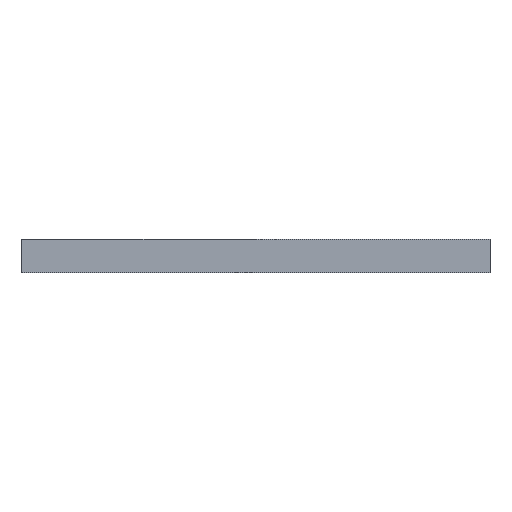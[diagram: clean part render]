
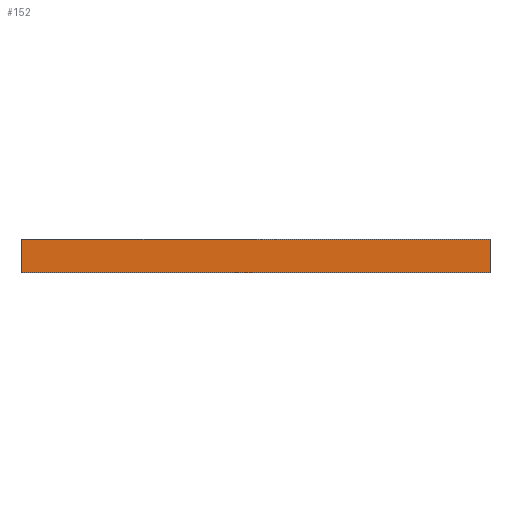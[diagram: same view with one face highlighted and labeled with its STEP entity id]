
A CAD part, front view. The second image highlights one B-rep face of the part: STEP entity #152.
In plain terms, the highlighted planar face has unit normal (0, -1, 0).
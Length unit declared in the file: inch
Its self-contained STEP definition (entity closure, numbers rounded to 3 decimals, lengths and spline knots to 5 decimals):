
#33 = AXIS2_PLACEMENT_3D ( 'NONE', #443, #1328, #566 ) ;
#49 = VECTOR ( 'NONE', #613, 39.37008 ) ;
#59 = VECTOR ( 'NONE', #742, 39.37008 ) ;
#60 = LINE ( 'NONE', #865, #49 ) ;
#73 = DIRECTION ( 'NONE',  ( 1., 0., 0. ) ) ;
#84 = LINE ( 'NONE', #990, #59 ) ;
#152 = ADVANCED_FACE ( 'NONE', ( #196 ), #683, .F. ) ;
#196 = FACE_OUTER_BOUND ( 'NONE', #1485, .T. ) ;
#239 = EDGE_CURVE ( 'NONE', #580, #526, #84, .T. ) ;
#249 = EDGE_CURVE ( 'NONE', #1395, #1347, #60, .T. ) ;
#315 = CARTESIAN_POINT ( 'NONE',  ( 292.07945, 133.05565, 0.125 ) ) ;
#380 = VECTOR ( 'NONE', #73, 39.37008 ) ;
#384 = LINE ( 'NONE', #1387, #380 ) ;
#395 = CARTESIAN_POINT ( 'NONE',  ( 292.07945, 133.05565, 0. ) ) ;
#442 = CARTESIAN_POINT ( 'NONE',  ( 292.07945, 133.05565, 0.125 ) ) ;
#443 = CARTESIAN_POINT ( 'NONE',  ( 292.07945, 133.05565, 0.125 ) ) ;
#447 = EDGE_CURVE ( 'NONE', #1395, #580, #814, .T. ) ;
#526 = VERTEX_POINT ( 'NONE', #1459 ) ;
#566 = DIRECTION ( 'NONE',  ( 0., 0., 1. ) ) ;
#579 = ORIENTED_EDGE ( 'NONE', *, *, #1330, .T. ) ;
#580 = VERTEX_POINT ( 'NONE', #708 ) ;
#613 = DIRECTION ( 'NONE',  ( 0., 0., -1. ) ) ;
#645 = ORIENTED_EDGE ( 'NONE', *, *, #239, .F. ) ;
#678 = ORIENTED_EDGE ( 'NONE', *, *, #249, .T. ) ;
#683 = PLANE ( 'NONE',  #33 ) ;
#708 = CARTESIAN_POINT ( 'NONE',  ( 293.82945, 133.05565, 0.125 ) ) ;
#742 = DIRECTION ( 'NONE',  ( 0., 0., -1. ) ) ;
#814 = LINE ( 'NONE', #442, #863 ) ;
#863 = VECTOR ( 'NONE', #1447, 39.37008 ) ;
#865 = CARTESIAN_POINT ( 'NONE',  ( 292.07945, 133.05565, 0.125 ) ) ;
#990 = CARTESIAN_POINT ( 'NONE',  ( 293.82945, 133.05565, 0.125 ) ) ;
#1206 = ORIENTED_EDGE ( 'NONE', *, *, #447, .F. ) ;
#1328 = DIRECTION ( 'NONE',  ( 0., 1., 0. ) ) ;
#1330 = EDGE_CURVE ( 'NONE', #1347, #526, #384, .T. ) ;
#1347 = VERTEX_POINT ( 'NONE', #395 ) ;
#1387 = CARTESIAN_POINT ( 'NONE',  ( 292.07945, 133.05565, 0. ) ) ;
#1395 = VERTEX_POINT ( 'NONE', #315 ) ;
#1447 = DIRECTION ( 'NONE',  ( 1., 0., 0. ) ) ;
#1459 = CARTESIAN_POINT ( 'NONE',  ( 293.82945, 133.05565, 0. ) ) ;
#1485 = EDGE_LOOP ( 'NONE', ( #579, #645, #1206, #678 ) ) ;
